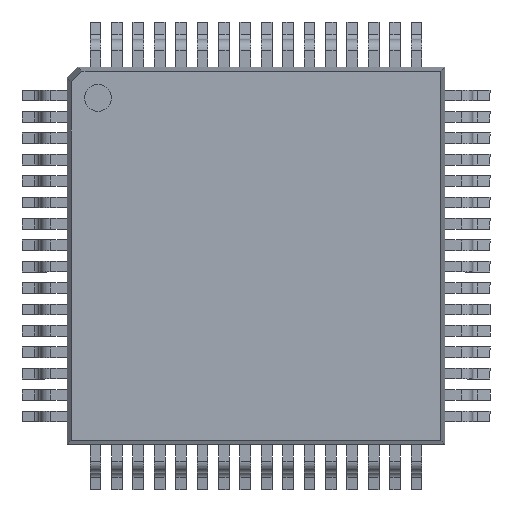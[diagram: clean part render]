
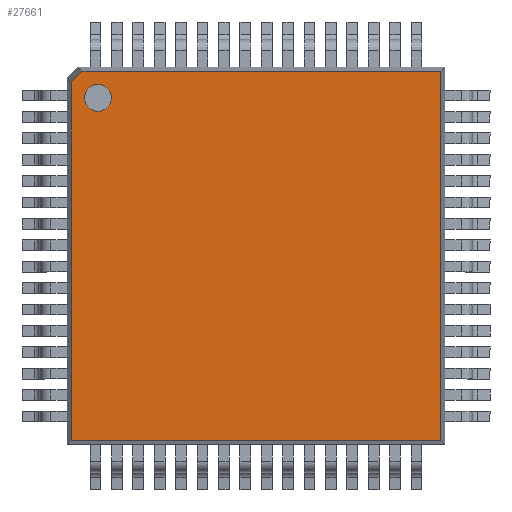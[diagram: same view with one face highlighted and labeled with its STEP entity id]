
A CAD part, top view. The second image highlights one B-rep face of the part: STEP entity #27661.
In plain terms, the highlighted free-form (B-spline) face has degree [1, 1] with [2, 2] control points.
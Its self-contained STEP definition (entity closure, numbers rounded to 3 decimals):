
#27176=CARTESIAN_POINT('',(-5.41,5.91,2.45));
#27177=VERTEX_POINT('',#27176);
#27186=CARTESIAN_POINT('',(-6.41,5.91,2.45));
#27187=VERTEX_POINT('',#27186);
#27188=CARTESIAN_POINT('',(-5.91,5.91,2.45));
#27189=DIRECTION('',(0.0,0.0,-1.0));
#27190=DIRECTION('',(1.0,0.0,0.0));
#27191=AXIS2_PLACEMENT_3D('',#27188,#27189,#27190);
#27192=CIRCLE('',#27191,0.5);
#27193=EDGE_CURVE('',#27187,#27177,#27192,.T.);
#27370=CARTESIAN_POINT('',(-6.91,6.506,2.45));
#27371=VERTEX_POINT('',#27370);
#27378=CARTESIAN_POINT('',(-6.506,6.91,2.45));
#27379=VERTEX_POINT('',#27378);
#27380=CARTESIAN_POINT('',(-6.91,6.506,2.45));
#27381=DIRECTION('',(0.707,0.707,0.0));
#27382=VECTOR('',#27381,0.571);
#27383=LINE('',#27380,#27382);
#27384=EDGE_CURVE('',#27371,#27379,#27383,.T.);
#27434=CARTESIAN_POINT('',(6.91,6.91,2.45));
#27435=VERTEX_POINT('',#27434);
#27436=CARTESIAN_POINT('',(-6.506,6.91,2.45));
#27437=DIRECTION('',(1.0,0.0,0.0));
#27438=VECTOR('',#27437,13.416);
#27439=LINE('',#27436,#27438);
#27440=EDGE_CURVE('',#27379,#27435,#27439,.T.);
#27466=CARTESIAN_POINT('',(-5.91,5.91,2.45));
#27467=DIRECTION('',(0.0,0.0,-1.0));
#27468=DIRECTION('',(1.0,0.0,0.0));
#27469=AXIS2_PLACEMENT_3D('',#27466,#27467,#27468);
#27470=CIRCLE('',#27469,0.5);
#27471=EDGE_CURVE('',#27177,#27187,#27470,.T.);
#27580=CARTESIAN_POINT('',(6.91,-6.91,2.45));
#27581=VERTEX_POINT('',#27580);
#27582=CARTESIAN_POINT('',(6.91,6.91,2.45));
#27583=DIRECTION('',(0.0,-1.0,0.0));
#27584=VECTOR('',#27583,13.82);
#27585=LINE('',#27582,#27584);
#27586=EDGE_CURVE('',#27435,#27581,#27585,.T.);
#27604=CARTESIAN_POINT('',(-6.91,-6.91,2.45));
#27605=VERTEX_POINT('',#27604);
#27606=CARTESIAN_POINT('',(6.91,-6.91,2.45));
#27607=DIRECTION('',(-1.0,0.0,0.0));
#27608=VECTOR('',#27607,13.82);
#27609=LINE('',#27606,#27608);
#27610=EDGE_CURVE('',#27581,#27605,#27609,.T.);
#27636=CARTESIAN_POINT('',(-6.91,-6.91,2.45));
#27637=DIRECTION('',(0.0,1.0,0.0));
#27638=VECTOR('',#27637,13.416);
#27639=LINE('',#27636,#27638);
#27640=EDGE_CURVE('',#27605,#27371,#27639,.T.);
#27645=CARTESIAN_POINT('',(-6.91,-6.91,2.45));
#27646=CARTESIAN_POINT('',(6.91,-6.91,2.45));
#27647=CARTESIAN_POINT('',(-6.91,6.91,2.45));
#27648=CARTESIAN_POINT('',(6.91,6.91,2.45));
#27649=B_SPLINE_SURFACE_WITH_KNOTS('',1,1,((#27645,#27647),(#27646,#27648)),.UNSPECIFIED.,.F.,.F.,.U.,(2,2),(2,2),(0.0,13.82),(0.0,13.82),.UNSPECIFIED.);
#27650=ORIENTED_EDGE('',*,*,#27384,.F.);
#27651=ORIENTED_EDGE('',*,*,#27640,.F.);
#27652=ORIENTED_EDGE('',*,*,#27610,.F.);
#27653=ORIENTED_EDGE('',*,*,#27586,.F.);
#27654=ORIENTED_EDGE('',*,*,#27440,.F.);
#27655=EDGE_LOOP('',(#27650,#27651,#27652,#27653,#27654));
#27656=FACE_OUTER_BOUND('',#27655,.T.);
#27657=ORIENTED_EDGE('',*,*,#27471,.T.);
#27658=ORIENTED_EDGE('',*,*,#27193,.T.);
#27659=EDGE_LOOP('',(#27657,#27658));
#27660=FACE_BOUND('',#27659,.T.);
#27661=ADVANCED_FACE('',(#27656,#27660),#27649,.T.);
